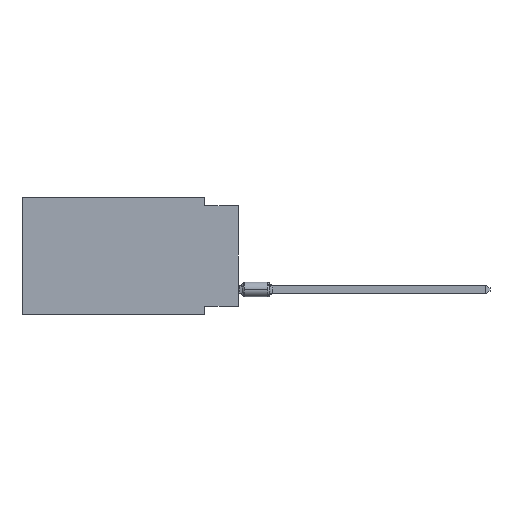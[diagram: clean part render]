
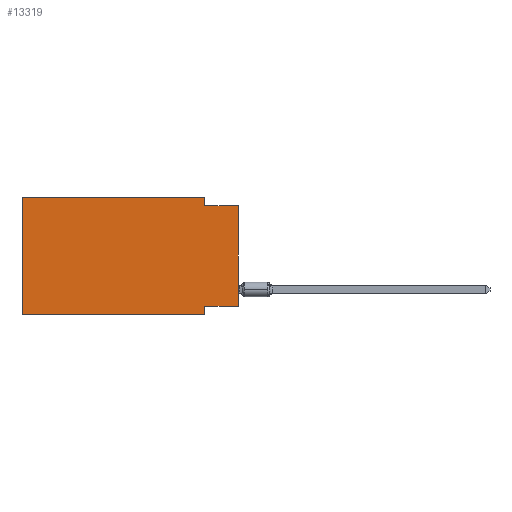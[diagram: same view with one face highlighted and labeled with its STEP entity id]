
A CAD part, left-side view. The second image highlights one B-rep face of the part: STEP entity #13319.
In plain terms, the highlighted planar face has unit normal (-1, 0, 0).
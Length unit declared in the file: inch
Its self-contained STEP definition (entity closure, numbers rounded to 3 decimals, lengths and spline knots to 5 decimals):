
#55 = CARTESIAN_POINT ( 'NONE',  ( 0., 0.1, 0. ) ) ;
#166 = PLANE ( 'NONE',  #16154 ) ;
#407 = VERTEX_POINT ( 'NONE', #3630 ) ;
#820 = CARTESIAN_POINT ( 'NONE',  ( 0., 0.645, 0. ) ) ;
#905 = LINE ( 'NONE', #15975, #10871 ) ;
#1014 = ORIENTED_EDGE ( 'NONE', *, *, #16282, .F. ) ;
#1176 = ORIENTED_EDGE ( 'NONE', *, *, #9994, .F. ) ;
#1334 = VECTOR ( 'NONE', #5863, 39.37008 ) ;
#1548 = CARTESIAN_POINT ( 'NONE',  ( 0., 0., -0.325 ) ) ;
#1701 = LINE ( 'NONE', #6729, #5271 ) ;
#1758 = LINE ( 'NONE', #8365, #1822 ) ;
#1822 = VECTOR ( 'NONE', #15578, 39.37008 ) ;
#2172 = CARTESIAN_POINT ( 'NONE',  ( 0., 0.1, -0.325 ) ) ;
#2390 = CARTESIAN_POINT ( 'NONE',  ( 0., 0.645, 0. ) ) ;
#2986 = DIRECTION ( 'NONE',  ( 0., 0., -1. ) ) ;
#3630 = CARTESIAN_POINT ( 'NONE',  ( 0., 0.1, 0. ) ) ;
#3866 = CARTESIAN_POINT ( 'NONE',  ( 0., 0., -0.025 ) ) ;
#4087 = DIRECTION ( 'NONE',  ( 0., -1., 0. ) ) ;
#4728 = CARTESIAN_POINT ( 'NONE',  ( 0., 0., 0. ) ) ;
#5230 = EDGE_CURVE ( 'NONE', #12653, #12595, #5983, .T. ) ;
#5271 = VECTOR ( 'NONE', #4087, 39.37008 ) ;
#5557 = VECTOR ( 'NONE', #2986, 39.37008 ) ;
#5863 = DIRECTION ( 'NONE',  ( 0., -1., 0. ) ) ;
#5953 = VECTOR ( 'NONE', #14929, 39.37008 ) ;
#5983 = LINE ( 'NONE', #4728, #5953 ) ;
#6051 = ORIENTED_EDGE ( 'NONE', *, *, #9414, .F. ) ;
#6253 = LINE ( 'NONE', #55, #6338 ) ;
#6338 = VECTOR ( 'NONE', #11308, 39.37008 ) ;
#6641 = EDGE_CURVE ( 'NONE', #8847, #10541, #1758, .T. ) ;
#6711 = CARTESIAN_POINT ( 'NONE',  ( 0., 0.1, -0.35 ) ) ;
#6729 = CARTESIAN_POINT ( 'NONE',  ( 0., 0., -0.025 ) ) ;
#6747 = ORIENTED_EDGE ( 'NONE', *, *, #13604, .F. ) ;
#7064 = ORIENTED_EDGE ( 'NONE', *, *, #13341, .F. ) ;
#7185 = LINE ( 'NONE', #820, #1334 ) ;
#8365 = CARTESIAN_POINT ( 'NONE',  ( 0., 0.645, -0.35 ) ) ;
#8630 = FACE_OUTER_BOUND ( 'NONE', #9153, .T. ) ;
#8833 = VERTEX_POINT ( 'NONE', #13797 ) ;
#8847 = VERTEX_POINT ( 'NONE', #13100 ) ;
#9153 = EDGE_LOOP ( 'NONE', ( #13917, #16069, #1176, #6747, #1014, #9227, #7064, #6051 ) ) ;
#9227 = ORIENTED_EDGE ( 'NONE', *, *, #6641, .T. ) ;
#9414 = EDGE_CURVE ( 'NONE', #12653, #10592, #905, .T. ) ;
#9592 = LINE ( 'NONE', #13333, #5557 ) ;
#9994 = EDGE_CURVE ( 'NONE', #407, #14696, #6253, .T. ) ;
#10033 = EDGE_CURVE ( 'NONE', #14696, #12595, #1701, .T. ) ;
#10260 = CARTESIAN_POINT ( 'NONE',  ( 0., 0.645, 0. ) ) ;
#10541 = VERTEX_POINT ( 'NONE', #6711 ) ;
#10592 = VERTEX_POINT ( 'NONE', #2172 ) ;
#10746 = DIRECTION ( 'NONE',  ( 0., 0., -1. ) ) ;
#10871 = VECTOR ( 'NONE', #12160, 39.37008 ) ;
#11308 = DIRECTION ( 'NONE',  ( 0., 0., -1. ) ) ;
#12160 = DIRECTION ( 'NONE',  ( 0., 1., 0. ) ) ;
#12331 = DIRECTION ( 'NONE',  ( 0., 0., 1. ) ) ;
#12595 = VERTEX_POINT ( 'NONE', #3866 ) ;
#12653 = VERTEX_POINT ( 'NONE', #1548 ) ;
#13100 = CARTESIAN_POINT ( 'NONE',  ( 0., 0.645, -0.35 ) ) ;
#13319 = ADVANCED_FACE ( 'NONE', ( #8630 ), #166, .F. ) ;
#13333 = CARTESIAN_POINT ( 'NONE',  ( 0., 0.1, -0.35 ) ) ;
#13341 = EDGE_CURVE ( 'NONE', #10592, #10541, #9592, .T. ) ;
#13604 = EDGE_CURVE ( 'NONE', #8833, #407, #7185, .T. ) ;
#13734 = LINE ( 'NONE', #2390, #14808 ) ;
#13797 = CARTESIAN_POINT ( 'NONE',  ( 0., 0.645, 0. ) ) ;
#13917 = ORIENTED_EDGE ( 'NONE', *, *, #5230, .T. ) ;
#14696 = VERTEX_POINT ( 'NONE', #15996 ) ;
#14808 = VECTOR ( 'NONE', #12331, 39.37008 ) ;
#14929 = DIRECTION ( 'NONE',  ( 0., 0., 1. ) ) ;
#15307 = DIRECTION ( 'NONE',  ( 1., 0., 0. ) ) ;
#15578 = DIRECTION ( 'NONE',  ( 0., -1., 0. ) ) ;
#15975 = CARTESIAN_POINT ( 'NONE',  ( 0., 0., -0.325 ) ) ;
#15996 = CARTESIAN_POINT ( 'NONE',  ( 0., 0.1, -0.025 ) ) ;
#16069 = ORIENTED_EDGE ( 'NONE', *, *, #10033, .F. ) ;
#16154 = AXIS2_PLACEMENT_3D ( 'NONE', #10260, #15307, #10746 ) ;
#16282 = EDGE_CURVE ( 'NONE', #8847, #8833, #13734, .T. ) ;
